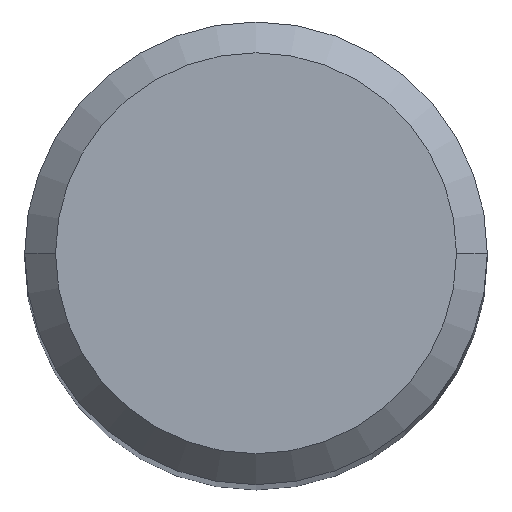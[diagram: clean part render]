
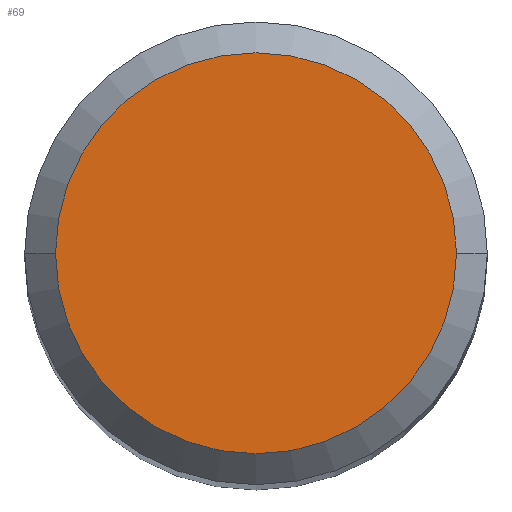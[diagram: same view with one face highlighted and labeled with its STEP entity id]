
A CAD part, top view. The second image highlights one B-rep face of the part: STEP entity #69.
In plain terms, the highlighted planar face has unit normal (0, 0, 1).
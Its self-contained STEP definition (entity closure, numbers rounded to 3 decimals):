
#69=ADVANCED_FACE('',(#93),#94,.T.);
#93=FACE_OUTER_BOUND('',#123,.T.);
#94=PLANE('',#124);
#123=EDGE_LOOP('',(#186,#187));
#124=AXIS2_PLACEMENT_3D('',#188,#189,#190);
#186=ORIENTED_EDGE('',*,*,#234,.F.);
#187=ORIENTED_EDGE('',*,*,#244,.F.);
#188=CARTESIAN_POINT('',(0.0,0.0,0.0));
#189=DIRECTION('',(0.0,0.0,1.0));
#190=DIRECTION('',(-1.0,0.0,0.0));
#234=EDGE_CURVE('',#261,#257,#263,.T.);
#244=EDGE_CURVE('',#257,#261,#277,.T.);
#257=VERTEX_POINT('',#295);
#261=VERTEX_POINT('',#300);
#263=CIRCLE('',#303,2.6);
#277=CIRCLE('',#321,2.6);
#295=CARTESIAN_POINT('',(-2.6,0.,0.0));
#300=CARTESIAN_POINT('',(2.6,0.,0.0));
#303=AXIS2_PLACEMENT_3D('',#345,#346,#347);
#321=AXIS2_PLACEMENT_3D('',#367,#368,#369);
#345=CARTESIAN_POINT('',(0.0,0.0,0.0));
#346=DIRECTION('',(0.0,0.0,-1.0));
#347=DIRECTION('',(-1.0,0.0,0.0));
#367=CARTESIAN_POINT('',(0.0,0.0,0.0));
#368=DIRECTION('',(0.0,0.0,-1.0));
#369=DIRECTION('',(-1.0,0.0,0.0));
